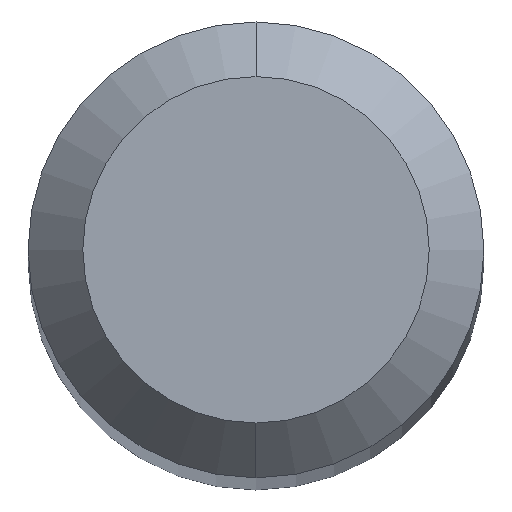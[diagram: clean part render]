
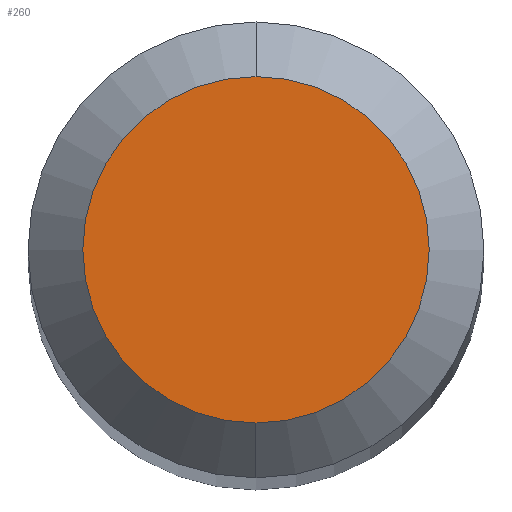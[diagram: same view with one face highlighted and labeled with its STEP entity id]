
A CAD part, top view. The second image highlights one B-rep face of the part: STEP entity #260.
In plain terms, the highlighted planar face has unit normal (0, 0, 1).
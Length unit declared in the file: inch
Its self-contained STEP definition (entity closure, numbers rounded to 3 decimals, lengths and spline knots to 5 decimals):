
#6 = ORIENTED_EDGE ( 'NONE', *, *, #177, .T. ) ;
#9 = FACE_OUTER_BOUND ( 'NONE', #326, .T. ) ;
#10 = VERTEX_POINT ( 'NONE', #303 ) ;
#19 = ORIENTED_EDGE ( 'NONE', *, *, #301, .T. ) ;
#48 = DIRECTION ( 'NONE',  ( 0., 0., 1. ) ) ;
#55 = AXIS2_PLACEMENT_3D ( 'NONE', #124, #77, #394 ) ;
#77 = DIRECTION ( 'NONE',  ( 0., 0., 1. ) ) ;
#87 = VERTEX_POINT ( 'NONE', #230 ) ;
#121 = DIRECTION ( 'NONE',  ( 0., -1., 0. ) ) ;
#124 = CARTESIAN_POINT ( 'NONE',  ( 0., 0., 0. ) ) ;
#129 = AXIS2_PLACEMENT_3D ( 'NONE', #441, #48, #121 ) ;
#153 = CIRCLE ( 'NONE', #55, 0.0475 ) ;
#160 = CIRCLE ( 'NONE', #129, 0.0475 ) ;
#177 = EDGE_CURVE ( 'NONE', #87, #10, #160, .T. ) ;
#230 = CARTESIAN_POINT ( 'NONE',  ( 0., -0.0475, 0. ) ) ;
#260 = ADVANCED_FACE ( 'NONE', ( #9 ), #359, .F. ) ;
#301 = EDGE_CURVE ( 'NONE', #10, #87, #153, .T. ) ;
#303 = CARTESIAN_POINT ( 'NONE',  ( 0., 0.0475, 0. ) ) ;
#313 = CARTESIAN_POINT ( 'NONE',  ( 0., 0.0475, 0. ) ) ;
#326 = EDGE_LOOP ( 'NONE', ( #19, #6 ) ) ;
#359 = PLANE ( 'NONE',  #365 ) ;
#361 = DIRECTION ( 'NONE',  ( 0., 0., -1. ) ) ;
#365 = AXIS2_PLACEMENT_3D ( 'NONE', #313, #361, #435 ) ;
#394 = DIRECTION ( 'NONE',  ( 0., -1., 0. ) ) ;
#435 = DIRECTION ( 'NONE',  ( 0., 1., 0. ) ) ;
#441 = CARTESIAN_POINT ( 'NONE',  ( 0., 0., 0. ) ) ;
